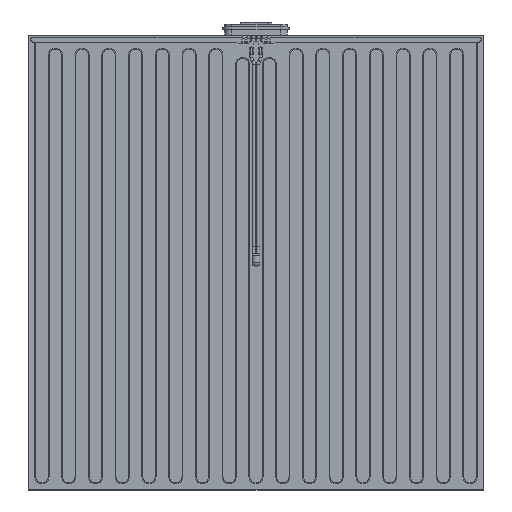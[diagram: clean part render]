
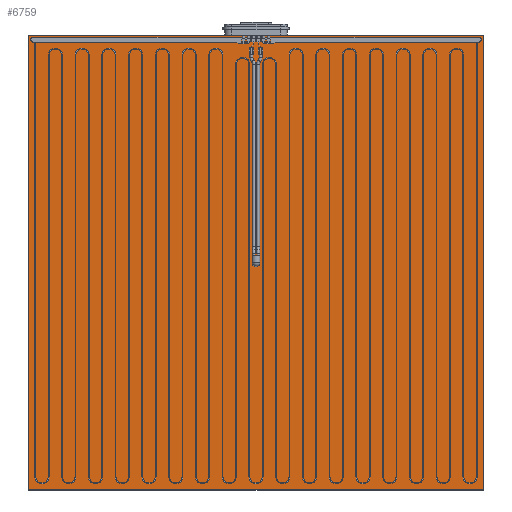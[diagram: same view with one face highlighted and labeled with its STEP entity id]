
A CAD part, top view. The second image highlights one B-rep face of the part: STEP entity #6759.
In plain terms, the highlighted planar face has unit normal (0, 0, 1).
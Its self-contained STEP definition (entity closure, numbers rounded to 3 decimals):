
#791=FACE_OUTER_BOUND('',#1162,.T.);
#1162=EDGE_LOOP('',(#5876,#5877,#5878,#5879));
#1912=LINE('',#11034,#2620);
#1915=LINE('',#11040,#2623);
#1918=LINE('',#11046,#2626);
#1921=LINE('',#11050,#2629);
#2620=VECTOR('',#8942,10.);
#2623=VECTOR('',#8947,10.);
#2626=VECTOR('',#8952,10.);
#2629=VECTOR('',#8957,10.);
#3206=VERTEX_POINT('',#11031);
#3207=VERTEX_POINT('',#11033);
#3209=VERTEX_POINT('',#11039);
#3211=VERTEX_POINT('',#11045);
#4114=EDGE_CURVE('',#3207,#3206,#1912,.T.);
#4117=EDGE_CURVE('',#3209,#3207,#1915,.T.);
#4120=EDGE_CURVE('',#3211,#3209,#1918,.T.);
#4123=EDGE_CURVE('',#3206,#3211,#1921,.T.);
#5876=ORIENTED_EDGE('',*,*,#4123,.T.);
#5877=ORIENTED_EDGE('',*,*,#4120,.T.);
#5878=ORIENTED_EDGE('',*,*,#4117,.T.);
#5879=ORIENTED_EDGE('',*,*,#4114,.T.);
#6460=PLANE('',#7267);
#6759=ADVANCED_FACE('',(#791),#6460,.T.);
#7267=AXIS2_PLACEMENT_3D('',#11051,#8958,#8959);
#8942=DIRECTION('',(1.,0.,0.));
#8947=DIRECTION('',(0.,-1.,0.));
#8952=DIRECTION('',(-1.,0.,0.));
#8957=DIRECTION('',(0.,1.,0.));
#8958=DIRECTION('center_axis',(0.,0.,1.));
#8959=DIRECTION('ref_axis',(1.,0.,0.));
#11031=CARTESIAN_POINT('',(200.,0.,3.07));
#11033=CARTESIAN_POINT('',(0.,0.,3.07));
#11034=CARTESIAN_POINT('',(200.,0.,3.07));
#11039=CARTESIAN_POINT('',(0.,200.,3.07));
#11040=CARTESIAN_POINT('',(0.,0.,3.07));
#11045=CARTESIAN_POINT('',(200.,200.,3.07));
#11046=CARTESIAN_POINT('',(0.,200.,3.07));
#11050=CARTESIAN_POINT('',(200.,200.,3.07));
#11051=CARTESIAN_POINT('Origin',(100.,100.,3.07));
